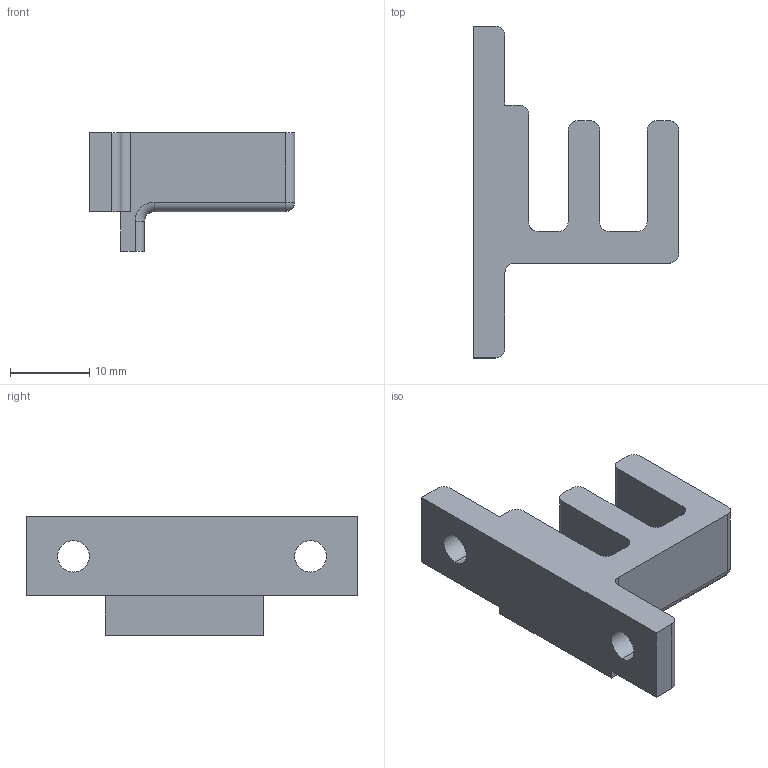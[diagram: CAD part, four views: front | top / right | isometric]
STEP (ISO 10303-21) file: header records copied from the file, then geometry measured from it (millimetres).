
FILE_DESCRIPTION (( 'STEP AP203' ), '1' );
FILE_NAME ('Tope-puerta.STEP', '2016-04-11T06:51:49', ( 'Joel Frax' ), ( 'Microsoft' ), 'SwSTEP 2.0', 'SolidWorks 2015', '' );
FILE_SCHEMA (( 'CONFIG_CONTROL_DESIGN' ));
Length unit declared in the file: millimetre
Products named in the file (1): Tope-puerta
Bounding box: 26 x 42 x 15 mm (x, y, z)
Volume: 4319.9 mm3; surface area: 2908.4 mm2
Topology: 1 solids, 1 shells, 59 faces, 150 edges, 87 vertices
Faces by surface type: cylinder 28, plane 21, sphere 5, torus 4, bspline 1
Entity records: 1842 total; most frequent: CARTESIAN_POINT 338, DIRECTION 318, ORIENTED_EDGE 288, EDGE_CURVE 144, AXIS2_PLACEMENT_3D 117, VERTEX_POINT 87, VECTOR 84, LINE 84
